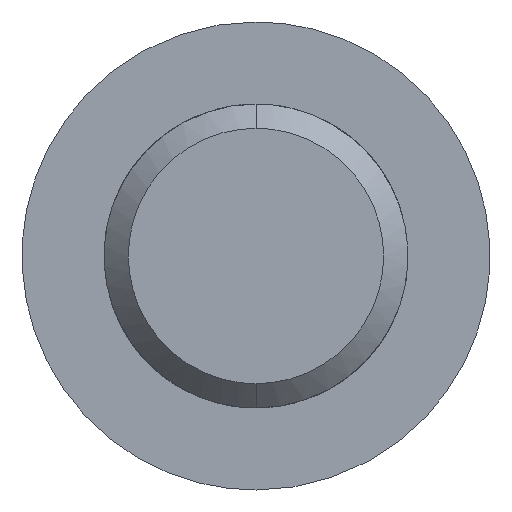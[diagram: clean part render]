
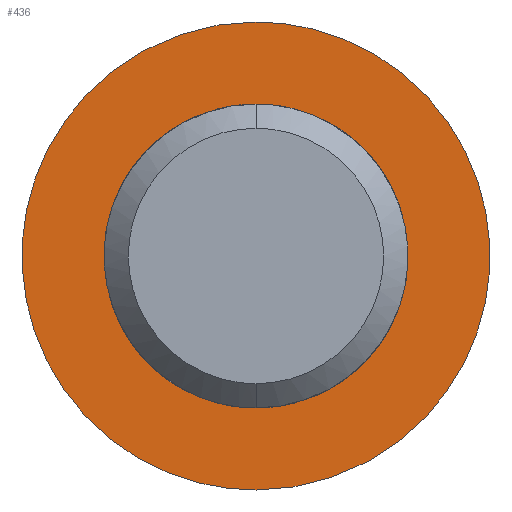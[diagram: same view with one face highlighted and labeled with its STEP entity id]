
A CAD part, left-side view. The second image highlights one B-rep face of the part: STEP entity #436.
In plain terms, the highlighted free-form (B-spline) face has degree [1, 1] with [2, 2] control points.
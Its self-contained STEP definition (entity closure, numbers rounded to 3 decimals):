
#171 = EDGE_CURVE('',#172,#174,#176,.T.);
#172 = VERTEX_POINT('',#173);
#173 = CARTESIAN_POINT('',(79.308,0.,
    13.163));
#174 = VERTEX_POINT('',#175);
#175 = CARTESIAN_POINT('',(79.308,0.,
    -13.163));
#176 = ( BOUNDED_CURVE() B_SPLINE_CURVE(2,(#177,#178,#179,#180,#181),
.UNSPECIFIED.,.F.,.F.) B_SPLINE_CURVE_WITH_KNOTS((3,2,3),(0.,
1.571,3.142),.PIECEWISE_BEZIER_KNOTS.) CURVE() 
GEOMETRIC_REPRESENTATION_ITEM() RATIONAL_B_SPLINE_CURVE((1.,
0.707,1.,0.707,1.)) REPRESENTATION_ITEM('') );
#177 = CARTESIAN_POINT('',(79.308,0.,
    13.163));
#178 = CARTESIAN_POINT('',(79.308,13.163,
    13.163));
#179 = CARTESIAN_POINT('',(79.308,13.163,
    0.));
#180 = CARTESIAN_POINT('',(79.308,13.163,
    -13.163));
#181 = CARTESIAN_POINT('',(79.308,0.,
    -13.163));
#301 = VERTEX_POINT('',#302);
#302 = CARTESIAN_POINT('',(79.308,0.,
    -20.271));
#307 = EDGE_CURVE('',#308,#301,#310,.T.);
#308 = VERTEX_POINT('',#309);
#309 = CARTESIAN_POINT('',(79.308,0.,
    20.271));
#310 = ( BOUNDED_CURVE() B_SPLINE_CURVE(2,(#311,#312,#313,#314,#315),
.UNSPECIFIED.,.F.,.F.) B_SPLINE_CURVE_WITH_KNOTS((3,2,3),(0.,
1.571,3.142),.PIECEWISE_BEZIER_KNOTS.) CURVE() 
GEOMETRIC_REPRESENTATION_ITEM() RATIONAL_B_SPLINE_CURVE((1.,
0.707,1.,0.707,1.)) REPRESENTATION_ITEM('') );
#311 = CARTESIAN_POINT('',(79.308,0.,
    20.271));
#312 = CARTESIAN_POINT('',(79.308,20.271,
    20.271));
#313 = CARTESIAN_POINT('',(79.308,20.271,
    0.));
#314 = CARTESIAN_POINT('',(79.308,20.271,
    -20.271));
#315 = CARTESIAN_POINT('',(79.308,0.,
    -20.271));
#418 = EDGE_CURVE('',#301,#308,#419,.T.);
#419 = ( BOUNDED_CURVE() B_SPLINE_CURVE(2,(#420,#421,#422,#423,#424),
.UNSPECIFIED.,.F.,.F.) B_SPLINE_CURVE_WITH_KNOTS((3,2,3),(3.142,
4.712,6.283),.PIECEWISE_BEZIER_KNOTS.) CURVE() 
GEOMETRIC_REPRESENTATION_ITEM() RATIONAL_B_SPLINE_CURVE((1.,
0.707,1.,0.707,1.)) REPRESENTATION_ITEM('') );
#420 = CARTESIAN_POINT('',(79.308,0.,
    -20.271));
#421 = CARTESIAN_POINT('',(79.308,-20.271,
    -20.271));
#422 = CARTESIAN_POINT('',(79.308,-20.271,
    0.));
#423 = CARTESIAN_POINT('',(79.308,-20.271,
    20.271));
#424 = CARTESIAN_POINT('',(79.308,0.,
    20.271));
#436 = ADVANCED_FACE('',(#437,#448),#452,.F.);
#437 = FACE_BOUND('',#438,.T.);
#438 = EDGE_LOOP('',(#439,#440));
#439 = ORIENTED_EDGE('',*,*,#171,.F.);
#440 = ORIENTED_EDGE('',*,*,#441,.F.);
#441 = EDGE_CURVE('',#174,#172,#442,.T.);
#442 = ( BOUNDED_CURVE() B_SPLINE_CURVE(2,(#443,#444,#445,#446,#447),
.UNSPECIFIED.,.F.,.F.) B_SPLINE_CURVE_WITH_KNOTS((3,2,3),(3.142,
4.712,6.283),.PIECEWISE_BEZIER_KNOTS.) CURVE() 
GEOMETRIC_REPRESENTATION_ITEM() RATIONAL_B_SPLINE_CURVE((1.,
0.707,1.,0.707,1.)) REPRESENTATION_ITEM('') );
#443 = CARTESIAN_POINT('',(79.308,0.,
    -13.163));
#444 = CARTESIAN_POINT('',(79.308,-13.163,
    -13.163));
#445 = CARTESIAN_POINT('',(79.308,-13.163,
    0.));
#446 = CARTESIAN_POINT('',(79.308,-13.163,
    13.163));
#447 = CARTESIAN_POINT('',(79.308,0.,
    13.163));
#448 = FACE_BOUND('',#449,.T.);
#449 = EDGE_LOOP('',(#450,#451));
#450 = ORIENTED_EDGE('',*,*,#307,.T.);
#451 = ORIENTED_EDGE('',*,*,#418,.T.);
#452 = B_SPLINE_SURFACE_WITH_KNOTS('',1,1,(
    (#453,#454)
    ,(#455,#456
    )),.UNSPECIFIED.,.F.,.F.,.F.,(2,2),(2,2),(-19.25,19.25),(-38.5,0.),
  .PIECEWISE_BEZIER_KNOTS.);
#453 = CARTESIAN_POINT('',(79.308,-20.271,
    20.271));
#454 = CARTESIAN_POINT('',(79.308,20.271,
    20.271));
#455 = CARTESIAN_POINT('',(79.308,-20.271,
    -20.271));
#456 = CARTESIAN_POINT('',(79.308,20.271,
    -20.271));
